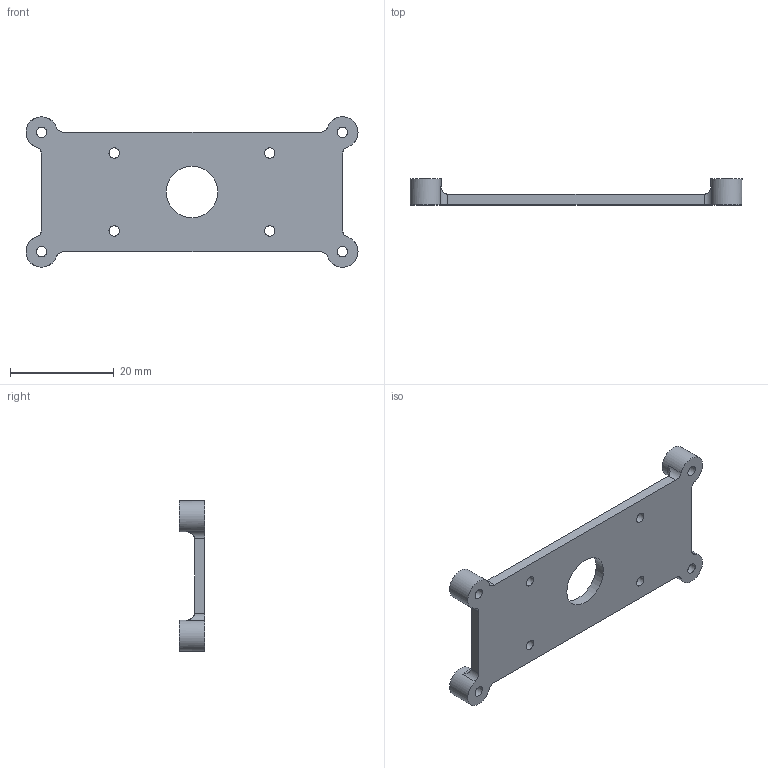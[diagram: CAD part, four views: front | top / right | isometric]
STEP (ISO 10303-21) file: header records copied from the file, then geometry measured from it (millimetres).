
FILE_DESCRIPTION(/* description */ (''),/* implementation_level */ '2;1');
FILE_NAME(/* name */ 'devFrame RPi0 Mount.step',/* time_stamp */ '2020-01-12T13:29:10-06:00',/* author */ (''),/* organization */ (''),/* preprocessor_version */ 'ST-DEVELOPER v18',/* originating_system */ 'Autodesk Translation Framework v8.12.0.6',/* authorisation */ '');
FILE_SCHEMA (('AUTOMOTIVE_DESIGN { 1 0 10303 214 3 1 1 }'));
Length unit declared in the file: millimetre
Products named in the file (1): devFrame RPi0 Mount
Bounding box: 64 x 5 x 29 mm (x, y, z)
Volume: 2947.9 mm3; surface area: 3471.4 mm2
Topology: 1 solids, 1 shells, 35 faces, 99 edges, 66 vertices
Faces by surface type: cylinder 21, plane 10, torus 4
Full cylindrical faces by diameter (mm): 2 x8, 6 x4, 10 x1
Entity records: 1308 total; most frequent: CARTESIAN_POINT 289, DIRECTION 217, ORIENTED_EDGE 198, EDGE_CURVE 99, AXIS2_PLACEMENT_3D 90, VERTEX_POINT 66, CIRCLE 54, EDGE_LOOP 53
